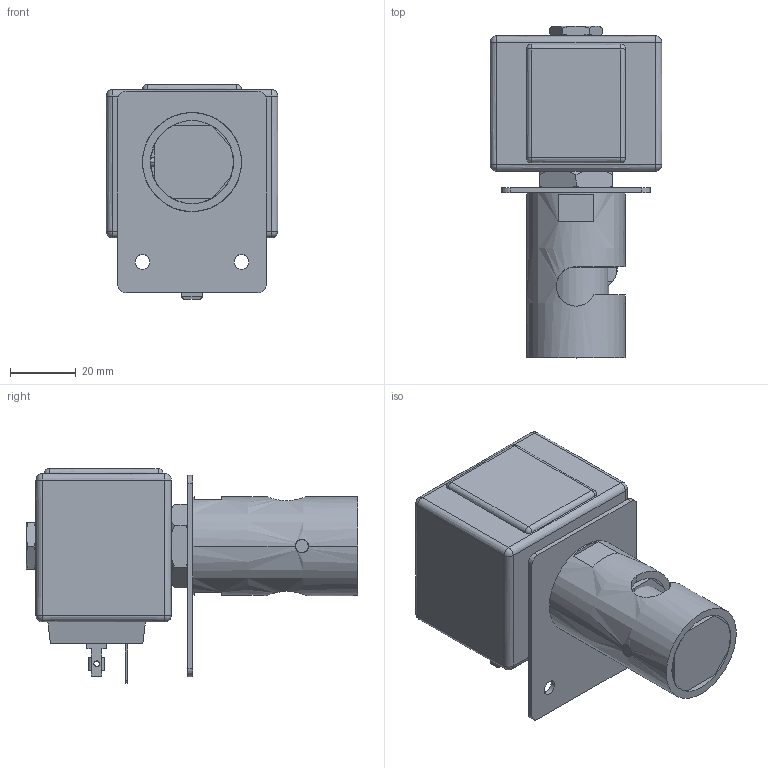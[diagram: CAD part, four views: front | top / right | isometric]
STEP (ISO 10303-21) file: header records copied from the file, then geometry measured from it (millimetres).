
FILE_DESCRIPTION((''),'2;1');
FILE_NAME('AAA_ASM_ASM','2014-05-22T',('manzoniste'),('O.D.E.'),'PRO/ENGINEER BY PARAMETRIC TECHNOLOGY CORPORATION, 2011410','PRO/ENGINEER BY PARAMETRIC TECHNOLOGY CORPORATION, 2011410','');
FILE_SCHEMA(('CONFIG_CONTROL_DESIGN','SHAPE_APPEARANCE_LAYERS_GROUPS'));
Products named in the file (1): AAA_ASM_ASM
Bounding box: 52 x 100.6 x 65.15 mm (x, y, z)
Surface area: 74618.6 mm2 (no closed solid volume)
Topology: 0 solids, 0 shells, 1530 faces, 8925 edges, 8883 vertices
Faces by surface type: bspline 1478, sphere 28, torus 24
Entity records: 142786 total; most frequent: CARTESIAN_POINT 54084, DIRECTION 12270, TRIMMED_CURVE 11190, VECTOR 10214, LINE 10214, DEFINITIONAL_REPRESENTATION 8827, PCURVE 8827, COMPOSITE_CURVE_SEGMENT 8827
